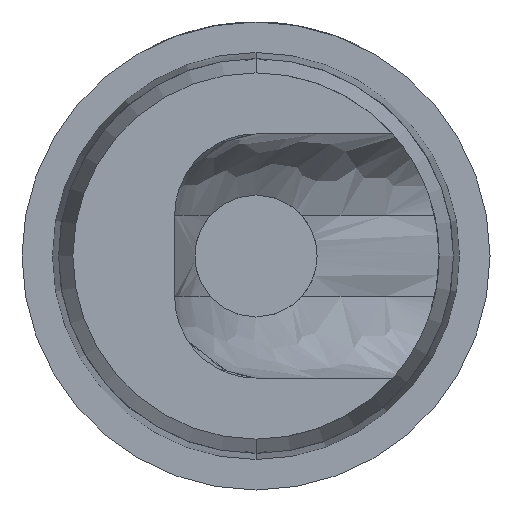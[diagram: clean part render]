
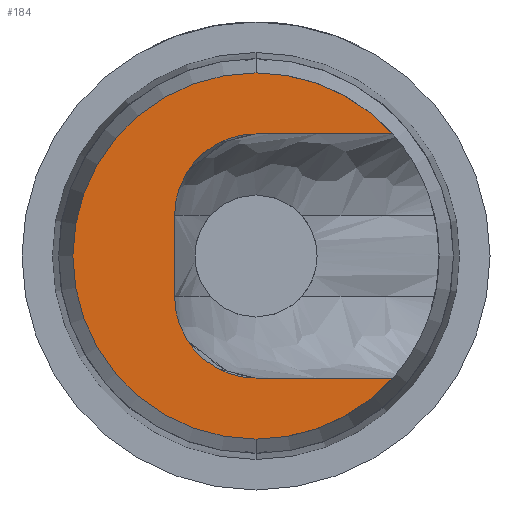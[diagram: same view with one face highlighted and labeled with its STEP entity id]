
A CAD part, front view. The second image highlights one B-rep face of the part: STEP entity #184.
In plain terms, the highlighted planar face has unit normal (0, -1, 0).
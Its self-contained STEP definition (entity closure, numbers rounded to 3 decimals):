
#19 = DIRECTION ( 'NONE',  ( 0., 0., -1. ) ) ;
#34 = CIRCLE ( 'NONE', #3513, 0.2 ) ;
#61 = AXIS2_PLACEMENT_3D ( 'NONE', #1846, #3303, #3029 ) ;
#64 = CARTESIAN_POINT ( 'NONE',  ( 0., -25., 0.3 ) ) ;
#162 = EDGE_CURVE ( 'NONE', #1361, #372, #2183, .T. ) ;
#167 = DIRECTION ( 'NONE',  ( 0., 1., 0. ) ) ;
#184 = ADVANCED_FACE ( 'NONE', ( #825 ), #2979, .F. ) ;
#189 = DIRECTION ( 'NONE',  ( 0., 0., 1. ) ) ;
#198 = DIRECTION ( 'NONE',  ( 0., -1., 0. ) ) ;
#281 = CARTESIAN_POINT ( 'NONE',  ( 0., -25., 0.45 ) ) ;
#366 = DIRECTION ( 'NONE',  ( 0., 1., 0. ) ) ;
#372 = VERTEX_POINT ( 'NONE', #1713 ) ;
#409 = VERTEX_POINT ( 'NONE', #569 ) ;
#414 = CIRCLE ( 'NONE', #3002, 0.45 ) ;
#453 = CARTESIAN_POINT ( 'NONE',  ( 0., -25., 0. ) ) ;
#569 = CARTESIAN_POINT ( 'NONE',  ( -0.2, -25., -0.1 ) ) ;
#582 = AXIS2_PLACEMENT_3D ( 'NONE', #453, #167, #189 ) ;
#628 = DIRECTION ( 'NONE',  ( 0., 0., 1. ) ) ;
#642 = CARTESIAN_POINT ( 'NONE',  ( 0., -25., 0. ) ) ;
#726 = CIRCLE ( 'NONE', #582, 0.45 ) ;
#759 = ORIENTED_EDGE ( 'NONE', *, *, #162, .F. ) ;
#782 = CIRCLE ( 'NONE', #2730, 0.2 ) ;
#825 = FACE_OUTER_BOUND ( 'NONE', #1158, .T. ) ;
#854 = LINE ( 'NONE', #2296, #3270 ) ;
#871 = CARTESIAN_POINT ( 'NONE',  ( 0., -25., -0.45 ) ) ;
#899 = VERTEX_POINT ( 'NONE', #1791 ) ;
#921 = EDGE_CURVE ( 'NONE', #409, #1361, #34, .T. ) ;
#987 = ORIENTED_EDGE ( 'NONE', *, *, #1165, .F. ) ;
#989 = CARTESIAN_POINT ( 'NONE',  ( 0.335, -25., -0.3 ) ) ;
#1018 = CARTESIAN_POINT ( 'NONE',  ( 0., -25., 0.3 ) ) ;
#1131 = EDGE_CURVE ( 'NONE', #1537, #899, #782, .T. ) ;
#1158 = EDGE_LOOP ( 'NONE', ( #3611, #759, #2718, #3361, #3255, #987, #1717, #1946 ) ) ;
#1164 = CARTESIAN_POINT ( 'NONE',  ( 0., -25., -0.1 ) ) ;
#1165 = EDGE_CURVE ( 'NONE', #3338, #1537, #1418, .T. ) ;
#1361 = VERTEX_POINT ( 'NONE', #2294 ) ;
#1418 = LINE ( 'NONE', #1018, #2227 ) ;
#1537 = VERTEX_POINT ( 'NONE', #64 ) ;
#1713 = CARTESIAN_POINT ( 'NONE',  ( 0.335, -25., -0.3 ) ) ;
#1717 = ORIENTED_EDGE ( 'NONE', *, *, #3077, .F. ) ;
#1791 = CARTESIAN_POINT ( 'NONE',  ( -0.2, -25., 0.1 ) ) ;
#1846 = CARTESIAN_POINT ( 'NONE',  ( 0., -25., 0. ) ) ;
#1864 = CARTESIAN_POINT ( 'NONE',  ( 0.45, -25., 0. ) ) ;
#1902 = CARTESIAN_POINT ( 'NONE',  ( 0.335, -25., 0.3 ) ) ;
#1946 = ORIENTED_EDGE ( 'NONE', *, *, #3176, .F. ) ;
#2037 = CIRCLE ( 'NONE', #61, 0.45 ) ;
#2120 = DIRECTION ( 'NONE',  ( 0., 1., 0. ) ) ;
#2183 = LINE ( 'NONE', #989, #3642 ) ;
#2227 = VECTOR ( 'NONE', #3360, 1000. ) ;
#2294 = CARTESIAN_POINT ( 'NONE',  ( 0., -25., -0.3 ) ) ;
#2296 = CARTESIAN_POINT ( 'NONE',  ( -0.2, -25., -0.1 ) ) ;
#2411 = DIRECTION ( 'NONE',  ( 0., 0., 1. ) ) ;
#2718 = ORIENTED_EDGE ( 'NONE', *, *, #921, .F. ) ;
#2730 = AXIS2_PLACEMENT_3D ( 'NONE', #2762, #198, #3347 ) ;
#2762 = CARTESIAN_POINT ( 'NONE',  ( 0., -25., 0.1 ) ) ;
#2979 = PLANE ( 'NONE',  #3024 ) ;
#3002 = AXIS2_PLACEMENT_3D ( 'NONE', #642, #366, #628 ) ;
#3014 = DIRECTION ( 'NONE',  ( 1., 0., 0. ) ) ;
#3024 = AXIS2_PLACEMENT_3D ( 'NONE', #1864, #2120, #2411 ) ;
#3029 = DIRECTION ( 'NONE',  ( 0., 0., 1. ) ) ;
#3033 = VERTEX_POINT ( 'NONE', #281 ) ;
#3077 = EDGE_CURVE ( 'NONE', #3033, #3338, #414, .T. ) ;
#3176 = EDGE_CURVE ( 'NONE', #3511, #3033, #2037, .T. ) ;
#3219 = DIRECTION ( 'NONE',  ( 0., -1., 0. ) ) ;
#3247 = DIRECTION ( 'NONE',  ( 0., 0., 1. ) ) ;
#3255 = ORIENTED_EDGE ( 'NONE', *, *, #1131, .F. ) ;
#3270 = VECTOR ( 'NONE', #19, 1000. ) ;
#3303 = DIRECTION ( 'NONE',  ( 0., 1., 0. ) ) ;
#3306 = EDGE_CURVE ( 'NONE', #372, #3511, #726, .T. ) ;
#3338 = VERTEX_POINT ( 'NONE', #1902 ) ;
#3347 = DIRECTION ( 'NONE',  ( 0., 0., 1. ) ) ;
#3360 = DIRECTION ( 'NONE',  ( -1., 0., 0. ) ) ;
#3361 = ORIENTED_EDGE ( 'NONE', *, *, #3573, .F. ) ;
#3511 = VERTEX_POINT ( 'NONE', #871 ) ;
#3513 = AXIS2_PLACEMENT_3D ( 'NONE', #1164, #3219, #3247 ) ;
#3573 = EDGE_CURVE ( 'NONE', #899, #409, #854, .T. ) ;
#3611 = ORIENTED_EDGE ( 'NONE', *, *, #3306, .F. ) ;
#3642 = VECTOR ( 'NONE', #3014, 1000. ) ;
